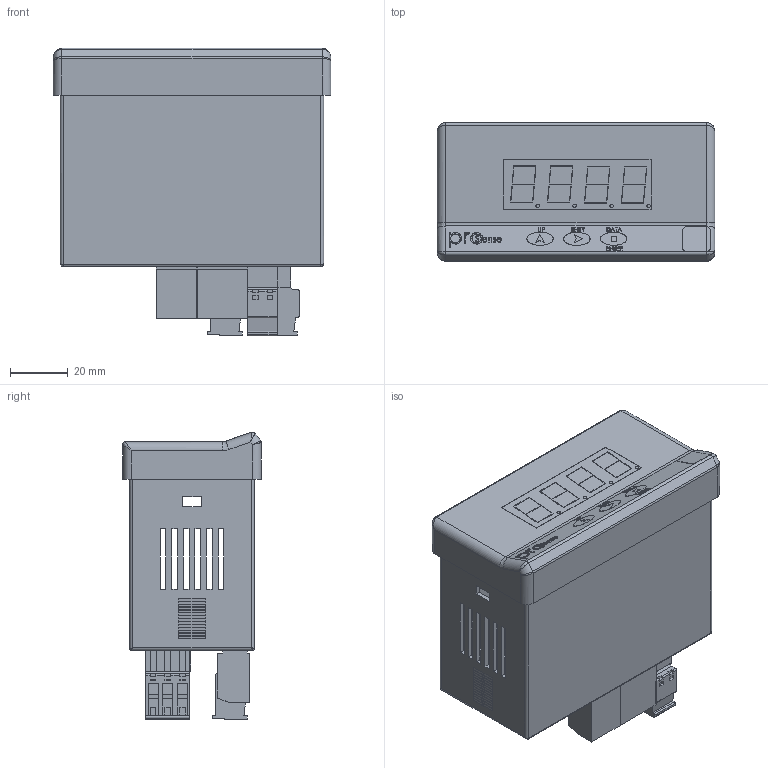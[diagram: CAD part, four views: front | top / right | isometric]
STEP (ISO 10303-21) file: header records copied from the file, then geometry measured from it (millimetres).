
FILE_DESCRIPTION (( 'STEP AP214' ), '1' );
FILE_NAME ('DPM2-E-HL.STEP', '2019-08-26T23:33:42', ( '' ), ( '' ), 'SwSTEP 2.0', 'SolidWorks 2017', '' );
FILE_SCHEMA (( 'AUTOMOTIVE_DESIGN' ));
Length unit declared in the file: inch
Products named in the file (1): DPM2-E-HL
Bounding box: 96 x 48 x 99.47 mm (x, y, z)
Volume: 88366.8 mm3; surface area: 64375.2 mm2
Topology: 10 solids, 10 shells, 1936 faces, 5039 edges, 3321 vertices
Faces by surface type: plane 1502, cylinder 278, bspline 140, cone 16
Entity records: 71661 total; most frequent: CARTESIAN_POINT 17309, ORIENTED_EDGE 10058, DIRECTION 8888, EDGE_CURVE 5029, VECTOR 4206, LINE 4206, VERTEX_POINT 3321, AXIS2_PLACEMENT_3D 2341
